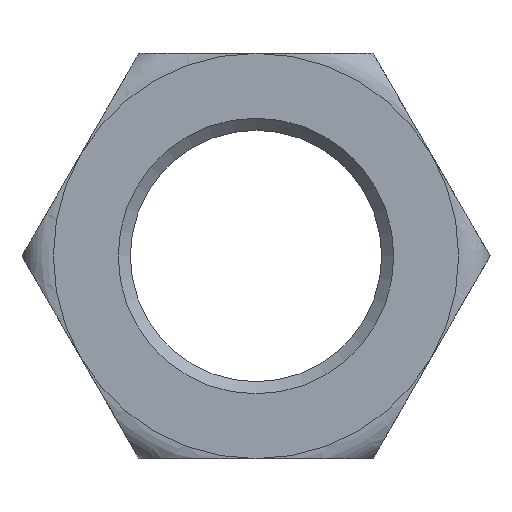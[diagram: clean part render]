
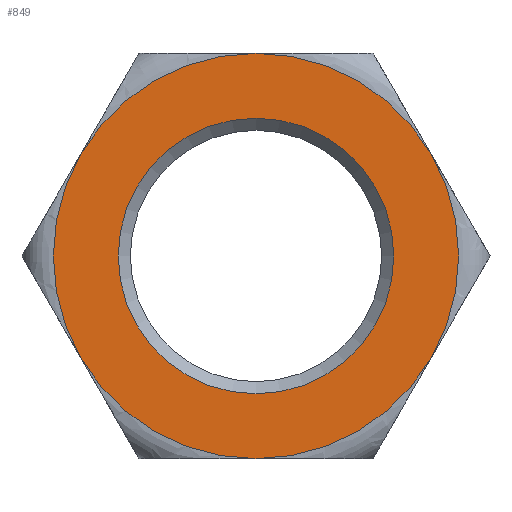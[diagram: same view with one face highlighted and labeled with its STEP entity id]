
A CAD part, front view. The second image highlights one B-rep face of the part: STEP entity #849.
In plain terms, the highlighted planar face has unit normal (0, -1, 0).
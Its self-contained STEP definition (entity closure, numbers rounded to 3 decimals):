
#19 = CIRCLE ( 'NONE', #863, 34. ) ;
#29 = CARTESIAN_POINT ( 'NONE',  ( 0., -27., 0. ) ) ;
#41 = EDGE_CURVE ( 'NONE', #351, #583, #1092, .T. ) ;
#55 = ORIENTED_EDGE ( 'NONE', *, *, #179, .F. ) ;
#82 = CARTESIAN_POINT ( 'NONE',  ( 43.301, -27., 25. ) ) ;
#115 = CARTESIAN_POINT ( 'NONE',  ( 0., -27., 50. ) ) ;
#125 = FACE_BOUND ( 'NONE', #275, .T. ) ;
#131 = CARTESIAN_POINT ( 'NONE',  ( 0., -27., -50. ) ) ;
#179 = EDGE_CURVE ( 'NONE', #797, #365, #278, .T. ) ;
#188 = CARTESIAN_POINT ( 'NONE',  ( 0., -27., 0. ) ) ;
#189 = AXIS2_PLACEMENT_3D ( 'NONE', #769, #243, #654 ) ;
#194 = EDGE_CURVE ( 'NONE', #365, #351, #992, .T. ) ;
#197 = VERTEX_POINT ( 'NONE', #586 ) ;
#202 = CARTESIAN_POINT ( 'NONE',  ( -43.301, -27., -25. ) ) ;
#215 = EDGE_CURVE ( 'NONE', #197, #1115, #910, .T. ) ;
#238 = VERTEX_POINT ( 'NONE', #972 ) ;
#243 = DIRECTION ( 'NONE',  ( 0., 1., 0. ) ) ;
#252 = CARTESIAN_POINT ( 'NONE',  ( -43.301, -27., 25. ) ) ;
#260 = DIRECTION ( 'NONE',  ( 1., 0., 0. ) ) ;
#267 = DIRECTION ( 'NONE',  ( -1., 0., 0. ) ) ;
#269 = EDGE_CURVE ( 'NONE', #1115, #585, #885, .T. ) ;
#275 = EDGE_LOOP ( 'NONE', ( #470 ) ) ;
#278 = CIRCLE ( 'NONE', #799, 50. ) ;
#287 = DIRECTION ( 'NONE',  ( 0., 1., 0. ) ) ;
#293 = CARTESIAN_POINT ( 'NONE',  ( -57.735, -27., 0. ) ) ;
#311 = DIRECTION ( 'NONE',  ( 0., 1., 0. ) ) ;
#351 = VERTEX_POINT ( 'NONE', #115 ) ;
#363 = DIRECTION ( 'NONE',  ( 0., 1., 0. ) ) ;
#365 = VERTEX_POINT ( 'NONE', #637 ) ;
#372 = CARTESIAN_POINT ( 'NONE',  ( 0., -27., 0. ) ) ;
#376 = ORIENTED_EDGE ( 'NONE', *, *, #1182, .F. ) ;
#394 = ORIENTED_EDGE ( 'NONE', *, *, #1320, .F. ) ;
#461 = CIRCLE ( 'NONE', #822, 50. ) ;
#462 = VERTEX_POINT ( 'NONE', #815 ) ;
#470 = ORIENTED_EDGE ( 'NONE', *, *, #1146, .T. ) ;
#485 = VECTOR ( 'NONE', #638, 1000. ) ;
#544 = CIRCLE ( 'NONE', #952, 50. ) ;
#557 = DIRECTION ( 'NONE',  ( 0., 1., 0. ) ) ;
#583 = VERTEX_POINT ( 'NONE', #741 ) ;
#584 = CARTESIAN_POINT ( 'NONE',  ( 0., -27., 0. ) ) ;
#585 = VERTEX_POINT ( 'NONE', #623 ) ;
#586 = CARTESIAN_POINT ( 'NONE',  ( 43.301, -27., -25. ) ) ;
#593 = CARTESIAN_POINT ( 'NONE',  ( -28.868, -27., 50. ) ) ;
#595 = CARTESIAN_POINT ( 'NONE',  ( 0., -27., 0. ) ) ;
#611 = ORIENTED_EDGE ( 'NONE', *, *, #865, .F. ) ;
#614 = DIRECTION ( 'NONE',  ( 1., 0., 0. ) ) ;
#623 = CARTESIAN_POINT ( 'NONE',  ( 0., -27., -50. ) ) ;
#637 = CARTESIAN_POINT ( 'NONE',  ( 0., -27., 50. ) ) ;
#638 = DIRECTION ( 'NONE',  ( -0.5, 0., 0.866 ) ) ;
#654 = DIRECTION ( 'NONE',  ( 0., 0., 1. ) ) ;
#662 = DIRECTION ( 'NONE',  ( 1., 0., 0. ) ) ;
#665 = PLANE ( 'NONE',  #189 ) ;
#709 = CARTESIAN_POINT ( 'NONE',  ( 0., -27., 0. ) ) ;
#733 = CIRCLE ( 'NONE', #913, 50. ) ;
#741 = CARTESIAN_POINT ( 'NONE',  ( 43.301, -27., 25. ) ) ;
#760 = ORIENTED_EDGE ( 'NONE', *, *, #269, .F. ) ;
#769 = CARTESIAN_POINT ( 'NONE',  ( 0., -27., 0. ) ) ;
#775 = ORIENTED_EDGE ( 'NONE', *, *, #901, .F. ) ;
#792 = DIRECTION ( 'NONE',  ( 0., 1., 0. ) ) ;
#797 = VERTEX_POINT ( 'NONE', #252 ) ;
#799 = AXIS2_PLACEMENT_3D ( 'NONE', #372, #792, #260 ) ;
#801 = AXIS2_PLACEMENT_3D ( 'NONE', #1319, #1301, #662 ) ;
#806 = DIRECTION ( 'NONE',  ( 1., 0., 0. ) ) ;
#815 = CARTESIAN_POINT ( 'NONE',  ( -43.301, -27., 25. ) ) ;
#822 = AXIS2_PLACEMENT_3D ( 'NONE', #709, #311, #614 ) ;
#849 = ADVANCED_FACE ( 'NONE', ( #125, #1315 ), #665, .F. ) ;
#859 = ORIENTED_EDGE ( 'NONE', *, *, #194, .F. ) ;
#863 = AXIS2_PLACEMENT_3D ( 'NONE', #595, #363, #1238 ) ;
#865 = EDGE_CURVE ( 'NONE', #1383, #462, #544, .T. ) ;
#871 = ORIENTED_EDGE ( 'NONE', *, *, #1080, .F. ) ;
#885 = LINE ( 'NONE', #1012, #1147 ) ;
#901 = EDGE_CURVE ( 'NONE', #585, #1030, #733, .T. ) ;
#906 = ORIENTED_EDGE ( 'NONE', *, *, #962, .F. ) ;
#907 = DIRECTION ( 'NONE',  ( 0.5, 0., 0.866 ) ) ;
#909 = DIRECTION ( 'NONE',  ( 0., 1., 0. ) ) ;
#910 = CIRCLE ( 'NONE', #951, 50. ) ;
#913 = AXIS2_PLACEMENT_3D ( 'NONE', #584, #287, #806 ) ;
#951 = AXIS2_PLACEMENT_3D ( 'NONE', #188, #909, #1338 ) ;
#952 = AXIS2_PLACEMENT_3D ( 'NONE', #29, #557, #985 ) ;
#962 = EDGE_CURVE ( 'NONE', #462, #797, #1010, .T. ) ;
#972 = CARTESIAN_POINT ( 'NONE',  ( 0., -27., 34. ) ) ;
#985 = DIRECTION ( 'NONE',  ( 1., 0., 0. ) ) ;
#988 = LINE ( 'NONE', #1227, #1286 ) ;
#992 = LINE ( 'NONE', #593, #1378 ) ;
#1010 = LINE ( 'NONE', #293, #1357 ) ;
#1011 = ORIENTED_EDGE ( 'NONE', *, *, #215, .F. ) ;
#1012 = CARTESIAN_POINT ( 'NONE',  ( 28.868, -27., -50. ) ) ;
#1030 = VERTEX_POINT ( 'NONE', #202 ) ;
#1061 = CARTESIAN_POINT ( 'NONE',  ( -43.301, -27., -25. ) ) ;
#1080 = EDGE_CURVE ( 'NONE', #1030, #1383, #1312, .T. ) ;
#1092 = CIRCLE ( 'NONE', #801, 50. ) ;
#1110 = DIRECTION ( 'NONE',  ( 0.5, 0., -0.866 ) ) ;
#1115 = VERTEX_POINT ( 'NONE', #131 ) ;
#1136 = EDGE_LOOP ( 'NONE', ( #775, #760, #1011, #394, #376, #1157, #859, #55, #906, #611, #871 ) ) ;
#1146 = EDGE_CURVE ( 'NONE', #238, #238, #19, .T. ) ;
#1147 = VECTOR ( 'NONE', #267, 1000. ) ;
#1157 = ORIENTED_EDGE ( 'NONE', *, *, #41, .F. ) ;
#1182 = EDGE_CURVE ( 'NONE', #583, #1262, #988, .T. ) ;
#1203 = CARTESIAN_POINT ( 'NONE',  ( -28.868, -27., -50. ) ) ;
#1227 = CARTESIAN_POINT ( 'NONE',  ( 28.868, -27., 50. ) ) ;
#1238 = DIRECTION ( 'NONE',  ( 0., 0., 1. ) ) ;
#1262 = VERTEX_POINT ( 'NONE', #82 ) ;
#1286 = VECTOR ( 'NONE', #1110, 1000. ) ;
#1301 = DIRECTION ( 'NONE',  ( 0., 1., 0. ) ) ;
#1312 = LINE ( 'NONE', #1203, #485 ) ;
#1315 = FACE_OUTER_BOUND ( 'NONE', #1136, .T. ) ;
#1319 = CARTESIAN_POINT ( 'NONE',  ( 0., -27., 0. ) ) ;
#1320 = EDGE_CURVE ( 'NONE', #1262, #197, #461, .T. ) ;
#1331 = DIRECTION ( 'NONE',  ( 1., 0., 0. ) ) ;
#1338 = DIRECTION ( 'NONE',  ( 1., 0., 0. ) ) ;
#1357 = VECTOR ( 'NONE', #907, 1000. ) ;
#1378 = VECTOR ( 'NONE', #1331, 1000. ) ;
#1383 = VERTEX_POINT ( 'NONE', #1061 ) ;
